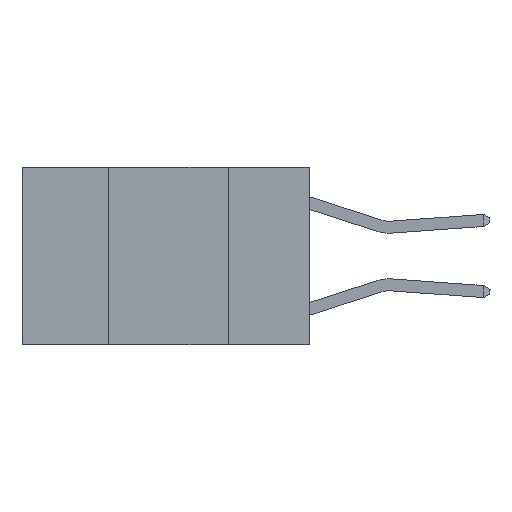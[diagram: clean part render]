
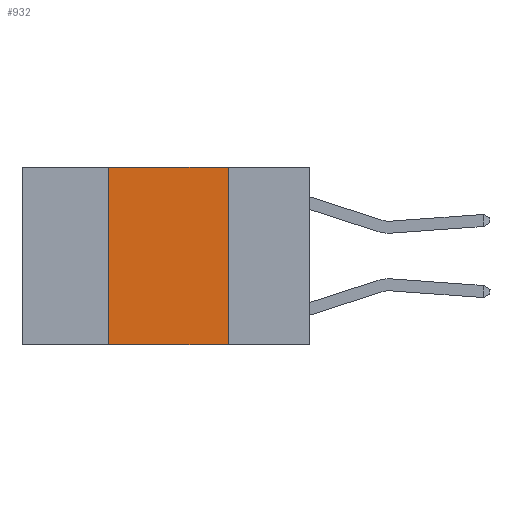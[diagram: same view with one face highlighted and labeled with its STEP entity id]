
A CAD part, left-side view. The second image highlights one B-rep face of the part: STEP entity #932.
In plain terms, the highlighted planar face has unit normal (-1, 0, 0).
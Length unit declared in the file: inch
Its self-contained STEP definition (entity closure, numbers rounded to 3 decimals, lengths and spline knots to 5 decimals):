
#252 = AXIS2_PLACEMENT_3D ( 'NONE', #578, #1698, #8221 ) ;
#578 = CARTESIAN_POINT ( 'NONE',  ( 0., 0.6, 0. ) ) ;
#932 = ADVANCED_FACE ( 'NONE', ( #11413 ), #11618, .F. ) ;
#1087 = CARTESIAN_POINT ( 'NONE',  ( 0., 0.42, 0. ) ) ;
#1264 = VECTOR ( 'NONE', #8820, 39.37008 ) ;
#1698 = DIRECTION ( 'NONE',  ( 1., 0., 0. ) ) ;
#1807 = DIRECTION ( 'NONE',  ( 0., -1., 0. ) ) ;
#3719 = EDGE_CURVE ( 'NONE', #3755, #11616, #6965, .T. ) ;
#3755 = VERTEX_POINT ( 'NONE', #11891 ) ;
#3858 = CARTESIAN_POINT ( 'NONE',  ( 0., 0.6, 0. ) ) ;
#3988 = VECTOR ( 'NONE', #1807, 39.37008 ) ;
#4051 = EDGE_CURVE ( 'NONE', #7250, #3755, #4278, .T. ) ;
#4278 = LINE ( 'NONE', #3858, #3988 ) ;
#4790 = EDGE_CURVE ( 'NONE', #10625, #11616, #5388, .T. ) ;
#5388 = LINE ( 'NONE', #11466, #7218 ) ;
#5563 = CARTESIAN_POINT ( 'NONE',  ( 0., 0.17, -0.37 ) ) ;
#5577 = EDGE_CURVE ( 'NONE', #10625, #7250, #6938, .T. ) ;
#6257 = ORIENTED_EDGE ( 'NONE', *, *, #4051, .F. ) ;
#6938 = LINE ( 'NONE', #9623, #1264 ) ;
#6965 = LINE ( 'NONE', #10141, #11252 ) ;
#7218 = VECTOR ( 'NONE', #9783, 39.37008 ) ;
#7250 = VERTEX_POINT ( 'NONE', #1087 ) ;
#8221 = DIRECTION ( 'NONE',  ( 0., 0., -1. ) ) ;
#8789 = EDGE_LOOP ( 'NONE', ( #10582, #6257, #10851, #11132 ) ) ;
#8820 = DIRECTION ( 'NONE',  ( 0., 0., 1. ) ) ;
#9623 = CARTESIAN_POINT ( 'NONE',  ( 0., 0.42, 0. ) ) ;
#9783 = DIRECTION ( 'NONE',  ( 0., -1., 0. ) ) ;
#9958 = CARTESIAN_POINT ( 'NONE',  ( 0., 0.42, -0.37 ) ) ;
#10141 = CARTESIAN_POINT ( 'NONE',  ( 0., 0.17, 0. ) ) ;
#10582 = ORIENTED_EDGE ( 'NONE', *, *, #3719, .F. ) ;
#10625 = VERTEX_POINT ( 'NONE', #9958 ) ;
#10851 = ORIENTED_EDGE ( 'NONE', *, *, #5577, .F. ) ;
#11002 = DIRECTION ( 'NONE',  ( 0., 0., -1. ) ) ;
#11132 = ORIENTED_EDGE ( 'NONE', *, *, #4790, .T. ) ;
#11252 = VECTOR ( 'NONE', #11002, 39.37008 ) ;
#11413 = FACE_OUTER_BOUND ( 'NONE', #8789, .T. ) ;
#11466 = CARTESIAN_POINT ( 'NONE',  ( 0., 0.6, -0.37 ) ) ;
#11616 = VERTEX_POINT ( 'NONE', #5563 ) ;
#11618 = PLANE ( 'NONE',  #252 ) ;
#11891 = CARTESIAN_POINT ( 'NONE',  ( 0., 0.17, 0. ) ) ;
